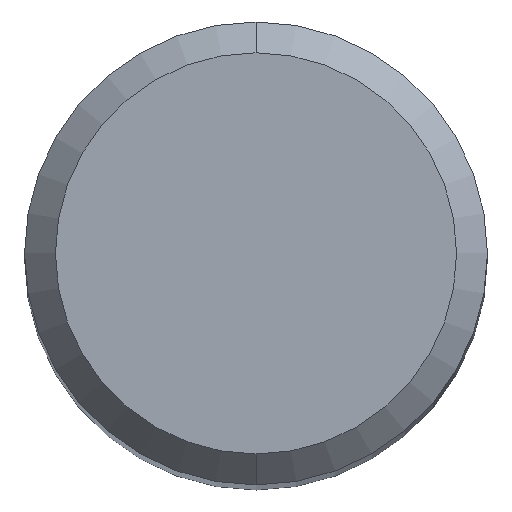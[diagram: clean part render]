
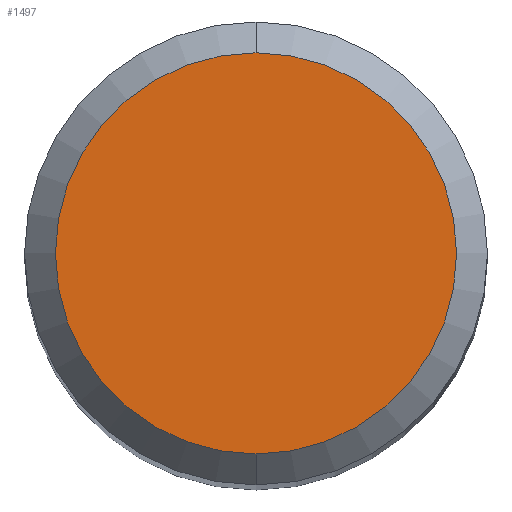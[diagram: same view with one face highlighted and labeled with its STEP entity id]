
A CAD part, top view. The second image highlights one B-rep face of the part: STEP entity #1497.
In plain terms, the highlighted planar face has unit normal (0, 0, 1).
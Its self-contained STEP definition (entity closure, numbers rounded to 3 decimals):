
#773=VERTEX_POINT('',#2085);
#1497=ADVANCED_FACE('',(#2866),#2867,.T.);
#1553=EDGE_CURVE('',#1561,#773,#2927,.T.);
#1561=VERTEX_POINT('',#2935);
#1639=EDGE_CURVE('',#773,#1561,#3023,.T.);
#2085=CARTESIAN_POINT('',(0.0,2.6,0.0));
#2866=FACE_OUTER_BOUND('',#10909,.T.);
#2867=PLANE('',#10910);
#2927=CIRCLE('',#11498,2.6);
#2935=CARTESIAN_POINT('',(0.,-2.6,0.0));
#3023=CIRCLE('',#12221,2.6);
#10909=EDGE_LOOP('',(#16803,#16804));
#10910=AXIS2_PLACEMENT_3D('',#16805,#16806,#16807);
#11498=AXIS2_PLACEMENT_3D('',#16848,#16849,#16850);
#12221=AXIS2_PLACEMENT_3D('',#16962,#16963,#16964);
#16803=ORIENTED_EDGE('',*,*,#1639,.F.);
#16804=ORIENTED_EDGE('',*,*,#1553,.F.);
#16805=CARTESIAN_POINT('',(0.0,1.3,0.0));
#16806=DIRECTION('',(-0.0,0.0,1.0));
#16807=DIRECTION('',(0.0,-1.0,0.0));
#16848=CARTESIAN_POINT('',(0.0,0.0,0.0));
#16849=DIRECTION('',(0.0,0.0,-1.0));
#16850=DIRECTION('',(0.0,1.0,0.0));
#16962=CARTESIAN_POINT('',(0.0,0.0,0.0));
#16963=DIRECTION('',(0.0,0.0,-1.0));
#16964=DIRECTION('',(0.0,1.0,0.0));
